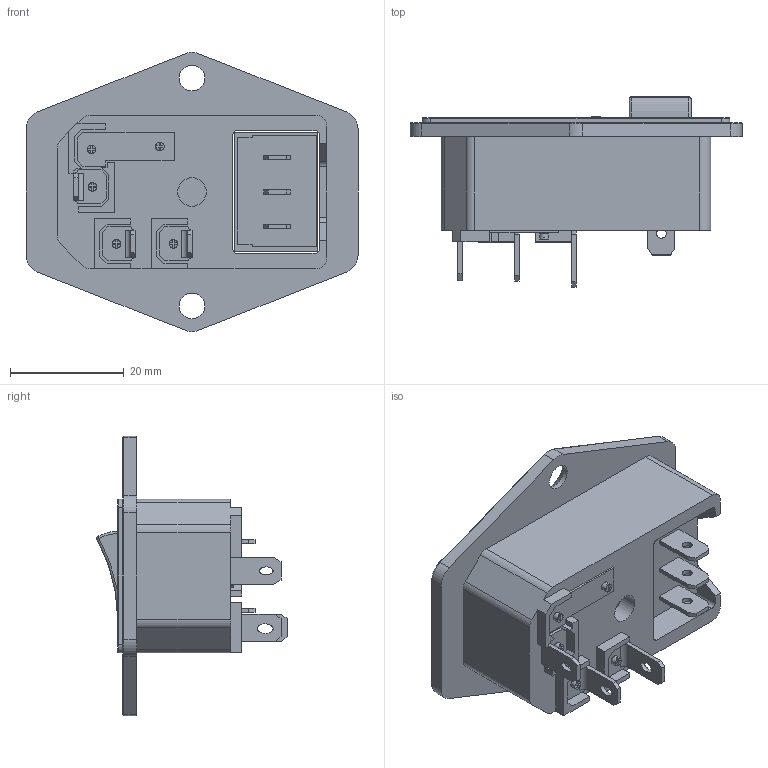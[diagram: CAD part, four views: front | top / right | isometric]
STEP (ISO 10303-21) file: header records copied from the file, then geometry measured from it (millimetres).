
FILE_DESCRIPTION(/* description */ ('STEP AP214'),/* implementation_level */ '2;1');
FILE_NAME(/* name */ 'Fused AC Male Power Socket.stp',/* time_stamp */ '2018-02-03T09:55:38+07:00',/* author */ ('Thai'),/* organization */ (''),/* preprocessor_version */ 'ST-DEVELOPER v16.13',/* originating_system */ 'Autodesk Inventor 2018',/* authorisation */ '');
FILE_SCHEMA (('AUTOMOTIVE_DESIGN { 1 0 10303 214 3 1 1 }'));
Length unit declared in the file: millimetre
Products named in the file (1): Fused AC Male Power Socket
Bounding box: 58.3 x 33.45 x 49.01 mm (x, y, z)
Volume: 15952.2 mm3; surface area: 14177 mm2
Topology: 5 solids, 5 shells, 668 faces, 1777 edges, 1166 vertices
Faces by surface type: plane 493, bspline 88, cylinder 67, torus 14, sphere 4, cone 2
Full cylindrical faces by diameter (mm): 1.5 x5, 1.7 x3, 4.5 x2, 5 x1
Entity records: 28942 total; most frequent: CARTESIAN_POINT 12622, ORIENTED_EDGE 3510, DIRECTION 2939, EDGE_CURVE 1755, LINE 1387, VECTOR 1387, VERTEX_POINT 1159, AXIS2_PLACEMENT_3D 776
